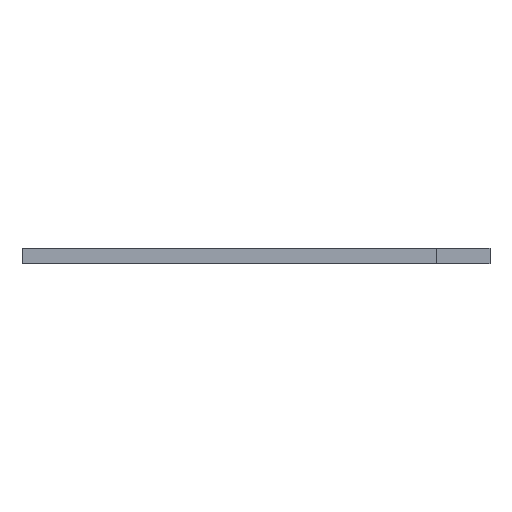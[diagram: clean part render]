
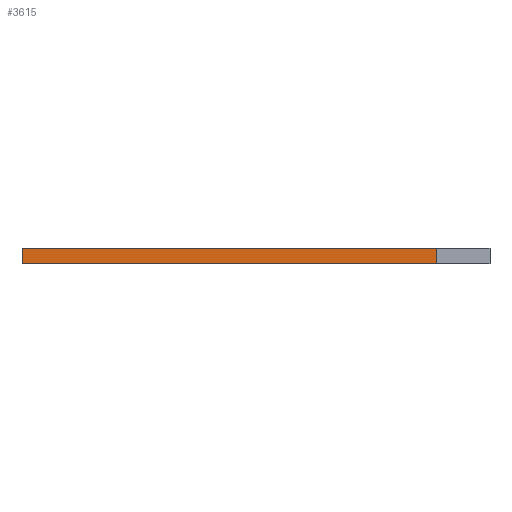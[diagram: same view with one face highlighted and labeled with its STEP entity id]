
A CAD part, front view. The second image highlights one B-rep face of the part: STEP entity #3615.
In plain terms, the highlighted planar face has unit normal (0, -1, 0).
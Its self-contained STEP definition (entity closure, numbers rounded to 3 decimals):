
#83 = CARTESIAN_POINT ( 'NONE',  ( 100.076, -132.334, 0. ) ) ;
#233 = LINE ( 'NONE', #3462, #2368 ) ;
#449 = VECTOR ( 'NONE', #2918, 1000. ) ;
#630 = ORIENTED_EDGE ( 'NONE', *, *, #2751, .T. ) ;
#849 = DIRECTION ( 'NONE',  ( 0., 0., -1. ) ) ;
#1379 = DIRECTION ( 'NONE',  ( 0., -1., 0. ) ) ;
#1562 = VERTEX_POINT ( 'NONE', #3480 ) ;
#1657 = EDGE_CURVE ( 'NONE', #5738, #3099, #4043, .T. ) ;
#1830 = DIRECTION ( 'NONE',  ( -1., 0., 0. ) ) ;
#2037 = DIRECTION ( 'NONE',  ( 0., 0., 1. ) ) ;
#2073 = EDGE_CURVE ( 'NONE', #1562, #5068, #3204, .T. ) ;
#2299 = EDGE_CURVE ( 'NONE', #3099, #5068, #233, .T. ) ;
#2368 = VECTOR ( 'NONE', #2037, 1000. ) ;
#2672 = EDGE_LOOP ( 'NONE', ( #630, #5571, #5234, #4916 ) ) ;
#2677 = CARTESIAN_POINT ( 'NONE',  ( 56.896, -132.334, 0. ) ) ;
#2751 = EDGE_CURVE ( 'NONE', #5738, #1562, #3398, .T. ) ;
#2918 = DIRECTION ( 'NONE',  ( 0., 0., 1. ) ) ;
#3086 = CARTESIAN_POINT ( 'NONE',  ( 100.076, -132.334, 0. ) ) ;
#3099 = VERTEX_POINT ( 'NONE', #2677 ) ;
#3204 = LINE ( 'NONE', #5113, #3640 ) ;
#3398 = LINE ( 'NONE', #3819, #449 ) ;
#3462 = CARTESIAN_POINT ( 'NONE',  ( 56.896, -132.334, 0. ) ) ;
#3480 = CARTESIAN_POINT ( 'NONE',  ( 100.076, -132.334, 1.6 ) ) ;
#3564 = DIRECTION ( 'NONE',  ( -1., 0., 0. ) ) ;
#3615 = ADVANCED_FACE ( 'NONE', ( #4555 ), #5817, .T. ) ;
#3640 = VECTOR ( 'NONE', #1830, 1000. ) ;
#3743 = CARTESIAN_POINT ( 'NONE',  ( 56.896, -132.334, 1.6 ) ) ;
#3819 = CARTESIAN_POINT ( 'NONE',  ( 100.076, -132.334, 0. ) ) ;
#4043 = LINE ( 'NONE', #3086, #4593 ) ;
#4555 = FACE_OUTER_BOUND ( 'NONE', #2672, .T. ) ;
#4593 = VECTOR ( 'NONE', #3564, 1000. ) ;
#4916 = ORIENTED_EDGE ( 'NONE', *, *, #1657, .F. ) ;
#5068 = VERTEX_POINT ( 'NONE', #3743 ) ;
#5113 = CARTESIAN_POINT ( 'NONE',  ( 100.076, -132.334, 1.6 ) ) ;
#5234 = ORIENTED_EDGE ( 'NONE', *, *, #2299, .F. ) ;
#5483 = CARTESIAN_POINT ( 'NONE',  ( 100.076, -132.334, 0. ) ) ;
#5571 = ORIENTED_EDGE ( 'NONE', *, *, #2073, .T. ) ;
#5647 = AXIS2_PLACEMENT_3D ( 'NONE', #5483, #1379, #849 ) ;
#5738 = VERTEX_POINT ( 'NONE', #83 ) ;
#5817 = PLANE ( 'NONE',  #5647 ) ;
